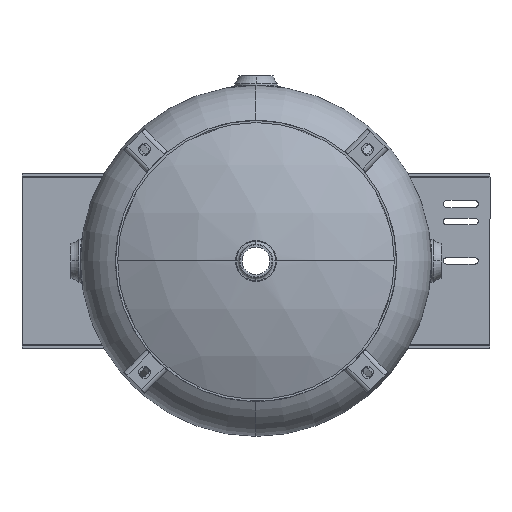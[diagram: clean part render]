
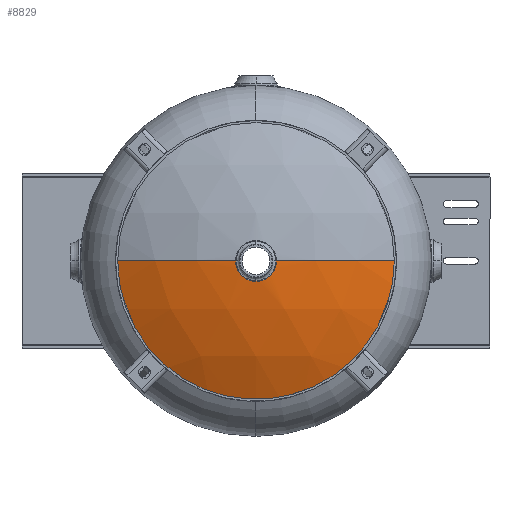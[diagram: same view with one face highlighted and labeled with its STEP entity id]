
A CAD part, front view. The second image highlights one B-rep face of the part: STEP entity #8829.
In plain terms, the highlighted spherical face has radius 685.8 mm.
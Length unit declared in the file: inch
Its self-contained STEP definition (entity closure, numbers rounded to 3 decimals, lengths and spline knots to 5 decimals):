
#4425 = CARTESIAN_POINT ( 'NONE',  ( 0., 4.125, 0. ) ) ;
#4426 = FACE_OUTER_BOUND ( 'NONE', #16185, .T. ) ;
#4428 = SPHERICAL_SURFACE ( 'NONE', #6532, 27. ) ;
#4431 = DIRECTION ( 'NONE',  ( 0., 0., 1. ) ) ;
#4432 = DIRECTION ( 'NONE',  ( -1., 0., 0. ) ) ;
#5850 = VERTEX_POINT ( 'NONE', #11467 ) ;
#5884 = VERTEX_POINT ( 'NONE', #12174 ) ;
#5896 = VERTEX_POINT ( 'NONE', #12186 ) ;
#5952 = VERTEX_POINT ( 'NONE', #12242 ) ;
#5960 = VERTEX_POINT ( 'NONE', #12250 ) ;
#6467 = CIRCLE ( 'NONE', #6474, 12. ) ;
#6471 = CIRCLE ( 'NONE', #6478, 27. ) ;
#6474 = AXIS2_PLACEMENT_3D ( 'NONE', #10543, #10544, #10545 ) ;
#6478 = AXIS2_PLACEMENT_3D ( 'NONE', #10550, #10551, #10552 ) ;
#6479 = CIRCLE ( 'NONE', #6482, 27. ) ;
#6482 = AXIS2_PLACEMENT_3D ( 'NONE', #10557, #10558, #10559 ) ;
#6489 = CIRCLE ( 'NONE', #6492, 1.44 ) ;
#6491 = CIRCLE ( 'NONE', #6494, 12. ) ;
#6492 = AXIS2_PLACEMENT_3D ( 'NONE', #10573, #10574, #10575 ) ;
#6494 = AXIS2_PLACEMENT_3D ( 'NONE', #10576, #10577, #10578 ) ;
#6532 = AXIS2_PLACEMENT_3D ( 'NONE', #4425, #4431, #4432 ) ;
#8774 = EDGE_CURVE ( 'NONE', #5884, #5960, #6467, .T. ) ;
#8776 = EDGE_CURVE ( 'NONE', #5850, #5896, #6471, .T. ) ;
#8778 = EDGE_CURVE ( 'NONE', #5952, #5960, #6479, .T. ) ;
#8784 = EDGE_CURVE ( 'NONE', #5952, #5850, #6489, .T. ) ;
#8785 = EDGE_CURVE ( 'NONE', #5896, #5884, #6491, .T. ) ;
#8829 = ADVANCED_FACE ( 'NONE', ( #4426 ), #4428, .T. ) ;
#10543 = CARTESIAN_POINT ( 'NONE',  ( 0., -20.06177, 0. ) ) ;
#10544 = DIRECTION ( 'NONE',  ( 0., 1., 0. ) ) ;
#10545 = DIRECTION ( 'NONE',  ( 0., 0., -1. ) ) ;
#10550 = CARTESIAN_POINT ( 'NONE',  ( 0., 4.125, 0. ) ) ;
#10551 = DIRECTION ( 'NONE',  ( 0., 0., 1. ) ) ;
#10552 = DIRECTION ( 'NONE',  ( 1., 0., 0. ) ) ;
#10557 = CARTESIAN_POINT ( 'NONE',  ( 0., 4.125, 0. ) ) ;
#10558 = DIRECTION ( 'NONE',  ( 0., 0., -1. ) ) ;
#10559 = DIRECTION ( 'NONE',  ( -1., 0., 0. ) ) ;
#10573 = CARTESIAN_POINT ( 'NONE',  ( 0., -22.83657, 0. ) ) ;
#10574 = DIRECTION ( 'NONE',  ( 0., -1., 0. ) ) ;
#10575 = DIRECTION ( 'NONE',  ( 0., 0., 1. ) ) ;
#10576 = CARTESIAN_POINT ( 'NONE',  ( 0., -20.06177, 0. ) ) ;
#10577 = DIRECTION ( 'NONE',  ( 0., 1., 0. ) ) ;
#10578 = DIRECTION ( 'NONE',  ( 0., 0., -1. ) ) ;
#11467 = CARTESIAN_POINT ( 'NONE',  ( 1.44, -22.83657, 0. ) ) ;
#12174 = CARTESIAN_POINT ( 'NONE',  ( 0., -20.06177, -12. ) ) ;
#12186 = CARTESIAN_POINT ( 'NONE',  ( 12., -20.06177, 0. ) ) ;
#12242 = CARTESIAN_POINT ( 'NONE',  ( -1.44, -22.83657, 0. ) ) ;
#12250 = CARTESIAN_POINT ( 'NONE',  ( -12., -20.06177, 0. ) ) ;
#13253 = ORIENTED_EDGE ( 'NONE', *, *, #8776, .F. ) ;
#13255 = ORIENTED_EDGE ( 'NONE', *, *, #8784, .F. ) ;
#13257 = ORIENTED_EDGE ( 'NONE', *, *, #8778, .T. ) ;
#13259 = ORIENTED_EDGE ( 'NONE', *, *, #8774, .F. ) ;
#13261 = ORIENTED_EDGE ( 'NONE', *, *, #8785, .F. ) ;
#16185 = EDGE_LOOP ( 'NONE', ( #13253, #13255, #13257, #13259, #13261 ) ) ;
